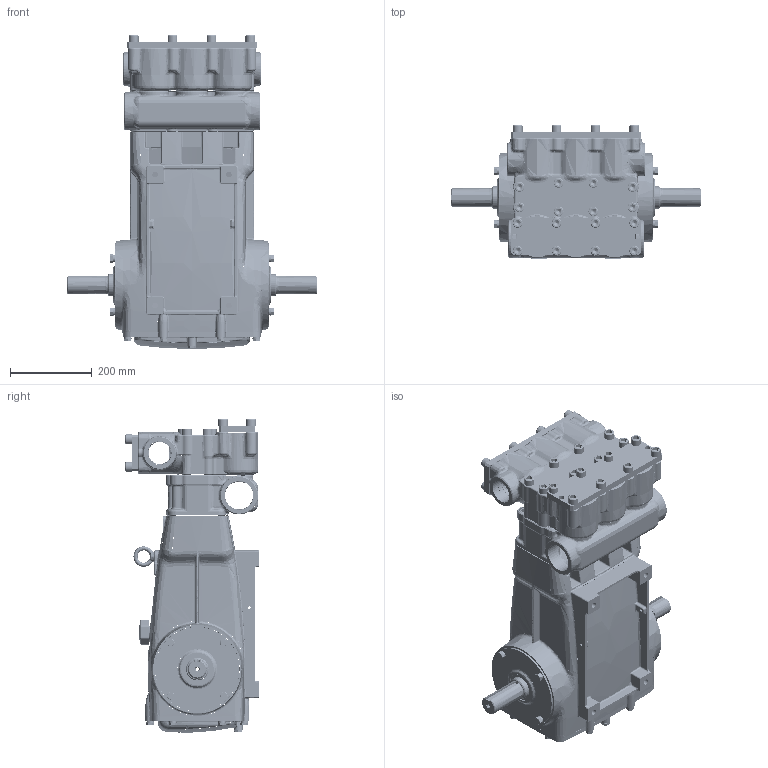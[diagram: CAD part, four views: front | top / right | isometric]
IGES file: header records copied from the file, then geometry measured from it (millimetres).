
Start section: SolidWorks IGES file using analytic representation for surfaces
Global section: file name: 67102.IGS; native system: SolidWorks 2021; preprocessor: SolidWorks 2021; author: SAL; date: 220601.142746; units: inch
Bounding box: 610 x 326 x 766.96 mm (x, y, z)
Surface area: 1612805.1 mm2 (no closed solid volume)
Topology: 0 solids, 0 shells, 2699 faces, 38606 edges, 38447 vertices
Faces by surface type: bspline 1616, revolution 1083
